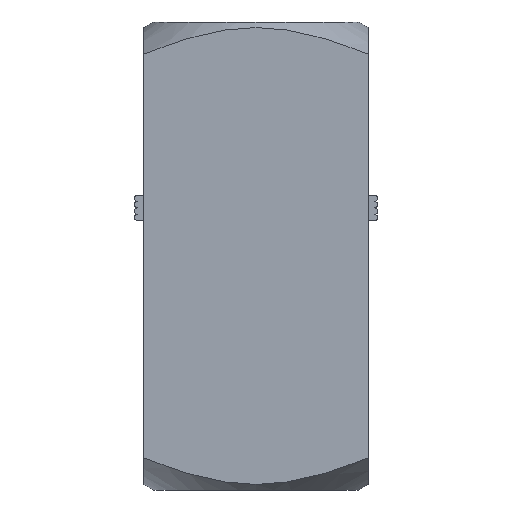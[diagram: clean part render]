
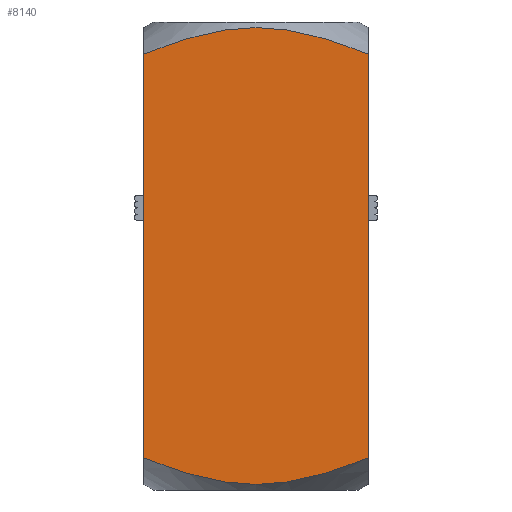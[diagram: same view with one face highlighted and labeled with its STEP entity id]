
A CAD part, front view. The second image highlights one B-rep face of the part: STEP entity #8140.
In plain terms, the highlighted planar face has unit normal (0, -1, 0).
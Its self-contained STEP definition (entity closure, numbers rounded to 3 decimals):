
#97=(
BOUNDED_CURVE()
B_SPLINE_CURVE(2,(#15539,#15540,#15541),.UNSPECIFIED.,.F.,.F.)
B_SPLINE_CURVE_WITH_KNOTS((3,3),(2.807,4.955),
 .UNSPECIFIED.)
CURVE()
GEOMETRIC_REPRESENTATION_ITEM()
RATIONAL_B_SPLINE_CURVE((1.414,1.414,1.172))
REPRESENTATION_ITEM('')
);
#98=(
BOUNDED_CURVE()
B_SPLINE_CURVE(2,(#15543,#15544,#15545),.UNSPECIFIED.,.F.,.F.)
B_SPLINE_CURVE_WITH_KNOTS((3,3),(0.659,2.807),
 .UNSPECIFIED.)
CURVE()
GEOMETRIC_REPRESENTATION_ITEM()
RATIONAL_B_SPLINE_CURVE((1.172,1.414,1.414))
REPRESENTATION_ITEM('')
);
#102=(
BOUNDED_CURVE()
B_SPLINE_CURVE(2,(#15566,#15567,#15568),.UNSPECIFIED.,.F.,.F.)
B_SPLINE_CURVE_WITH_KNOTS((3,3),(2.807,4.955),
 .UNSPECIFIED.)
CURVE()
GEOMETRIC_REPRESENTATION_ITEM()
RATIONAL_B_SPLINE_CURVE((1.414,1.414,1.172))
REPRESENTATION_ITEM('')
);
#103=(
BOUNDED_CURVE()
B_SPLINE_CURVE(2,(#15570,#15571,#15572),.UNSPECIFIED.,.F.,.F.)
B_SPLINE_CURVE_WITH_KNOTS((3,3),(0.659,2.807),
 .UNSPECIFIED.)
CURVE()
GEOMETRIC_REPRESENTATION_ITEM()
RATIONAL_B_SPLINE_CURVE((1.172,1.414,1.414))
REPRESENTATION_ITEM('')
);
#248=PLANE('',#8665);
#652=FACE_OUTER_BOUND('',#1073,.T.);
#1073=EDGE_LOOP('',(#5402,#5403,#5404,#5405,#5406,#5407));
#1912=LINE('',#15553,#2447);
#1915=LINE('',#15574,#2450);
#2447=VECTOR('',#9733,10.);
#2450=VECTOR('',#9742,10.);
#3061=VERTEX_POINT('',#15526);
#3063=VERTEX_POINT('',#15534);
#3064=VERTEX_POINT('',#15538);
#3066=VERTEX_POINT('',#15549);
#3068=VERTEX_POINT('',#15561);
#3069=VERTEX_POINT('',#15565);
#3958=EDGE_CURVE('',#3064,#3063,#97,.T.);
#3960=EDGE_CURVE('',#3061,#3064,#98,.T.);
#3963=EDGE_CURVE('',#3066,#3063,#1912,.T.);
#3967=EDGE_CURVE('',#3069,#3068,#102,.T.);
#3969=EDGE_CURVE('',#3066,#3069,#103,.T.);
#3970=EDGE_CURVE('',#3068,#3061,#1915,.T.);
#5402=ORIENTED_EDGE('',*,*,#3960,.T.);
#5403=ORIENTED_EDGE('',*,*,#3958,.T.);
#5404=ORIENTED_EDGE('',*,*,#3963,.F.);
#5405=ORIENTED_EDGE('',*,*,#3969,.T.);
#5406=ORIENTED_EDGE('',*,*,#3967,.T.);
#5407=ORIENTED_EDGE('',*,*,#3970,.T.);
#8140=ADVANCED_FACE('',(#652),#248,.T.);
#8665=AXIS2_PLACEMENT_3D('',#15575,#9743,#9744);
#9733=DIRECTION('',(0.,0.,-1.));
#9742=DIRECTION('',(0.,0.,-1.));
#9743=DIRECTION('center_axis',(0.,-1.,0.));
#9744=DIRECTION('ref_axis',(0.,0.,-1.));
#15526=CARTESIAN_POINT('',(-17.5,-17.5,-38.949));
#15534=CARTESIAN_POINT('',(17.5,-17.5,-38.949));
#15538=CARTESIAN_POINT('',(0.,-17.5,-43.134));
#15539=CARTESIAN_POINT('Ctrl Pts',(0.,-17.5,-43.134));
#15540=CARTESIAN_POINT('Ctrl Pts',(7.249,-17.5,-43.134));
#15541=CARTESIAN_POINT('Ctrl Pts',(17.5,-17.5,-38.949));
#15543=CARTESIAN_POINT('Ctrl Pts',(-17.5,-17.5,-38.949));
#15544=CARTESIAN_POINT('Ctrl Pts',(-7.249,-17.5,-43.134));
#15545=CARTESIAN_POINT('Ctrl Pts',(0.,-17.5,-43.134));
#15549=CARTESIAN_POINT('',(17.5,-17.5,23.949));
#15553=CARTESIAN_POINT('',(17.5,-17.5,0.));
#15561=CARTESIAN_POINT('',(-17.5,-17.5,23.949));
#15565=CARTESIAN_POINT('',(0.,-17.5,28.134));
#15566=CARTESIAN_POINT('Ctrl Pts',(0.,-17.5,28.134));
#15567=CARTESIAN_POINT('Ctrl Pts',(-7.249,-17.5,28.134));
#15568=CARTESIAN_POINT('Ctrl Pts',(-17.5,-17.5,23.949));
#15570=CARTESIAN_POINT('Ctrl Pts',(17.5,-17.5,23.949));
#15571=CARTESIAN_POINT('Ctrl Pts',(7.249,-17.5,28.134));
#15572=CARTESIAN_POINT('Ctrl Pts',(0.,-17.5,28.134));
#15574=CARTESIAN_POINT('',(-17.5,-17.5,0.));
#15575=CARTESIAN_POINT('Origin',(17.5,-17.5,0.));
